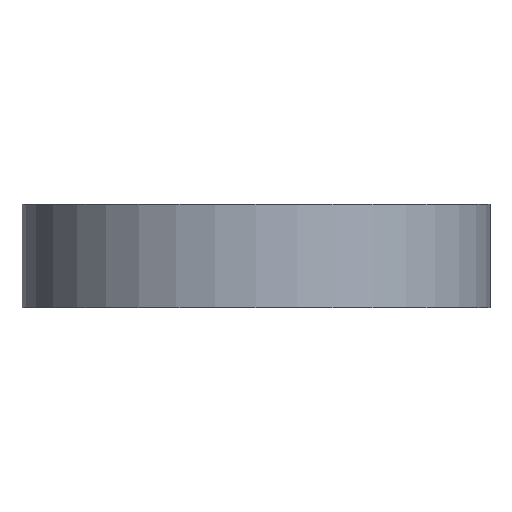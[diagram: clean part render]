
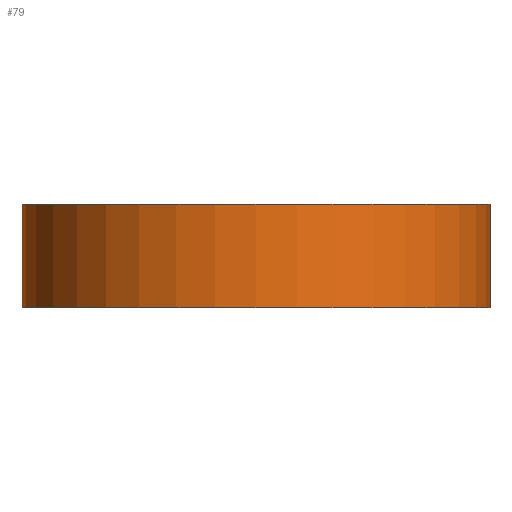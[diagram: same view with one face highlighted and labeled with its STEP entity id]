
A CAD part, front view. The second image highlights one B-rep face of the part: STEP entity #79.
In plain terms, the highlighted cylindrical face has radius 34 mm (diameter 68 mm), a partial arc.
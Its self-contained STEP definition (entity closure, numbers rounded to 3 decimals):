
#59=VERTEX_POINT('',#145);
#71=EDGE_CURVE('',#91,#59,#157,.T.);
#75=EDGE_CURVE('',#91,#107,#162,.T.);
#79=ADVANCED_FACE('',(#167),#168,.T.);
#83=EDGE_CURVE('',#59,#95,#172,.T.);
#91=VERTEX_POINT('',#181);
#95=VERTEX_POINT('',#185);
#107=VERTEX_POINT('',#200);
#125=EDGE_CURVE('',#95,#107,#221,.T.);
#145=CARTESIAN_POINT('',(34.0,0.,15.0));
#157=LINE('',#246,#247);
#162=CIRCLE('',#253,34.0);
#167=FACE_OUTER_BOUND('',#258,.T.);
#168=CYLINDRICAL_SURFACE('',#259,34.0);
#172=CIRCLE('',#264,34.0);
#181=CARTESIAN_POINT('',(34.0,0.,0.));
#185=CARTESIAN_POINT('',(-34.0,0.,15.0));
#200=CARTESIAN_POINT('',(-34.0,0.,0.));
#221=LINE('',#327,#328);
#246=CARTESIAN_POINT('',(34.0,0.,7.5));
#247=VECTOR('',#342,1.0);
#253=AXIS2_PLACEMENT_3D('',#351,#352,#353);
#258=EDGE_LOOP('',(#363,#364,#365,#366));
#259=AXIS2_PLACEMENT_3D('',#367,#368,#369);
#264=AXIS2_PLACEMENT_3D('',#370,#371,#372);
#327=CARTESIAN_POINT('',(-34.0,0.,7.5));
#328=VECTOR('',#432,1.0);
#342=DIRECTION('',(-0.0,-0.0,1.0));
#351=CARTESIAN_POINT('',(0.0,0.,0.));
#352=DIRECTION('',(-0.0,0.0,-1.0));
#353=DIRECTION('',(-1.0,0.,0.0));
#363=ORIENTED_EDGE('',*,*,#125,.T.);
#364=ORIENTED_EDGE('',*,*,#75,.F.);
#365=ORIENTED_EDGE('',*,*,#71,.T.);
#366=ORIENTED_EDGE('',*,*,#83,.T.);
#367=CARTESIAN_POINT('',(0.0,0.,7.5));
#368=DIRECTION('',(0.0,-0.0,1.0));
#369=DIRECTION('',(-1.0,0.,0.0));
#370=CARTESIAN_POINT('',(0.0,0.,15.0));
#371=DIRECTION('',(-0.0,0.0,-1.0));
#372=DIRECTION('',(-1.0,0.,0.0));
#432=DIRECTION('',(0.0,0.0,-1.0));
